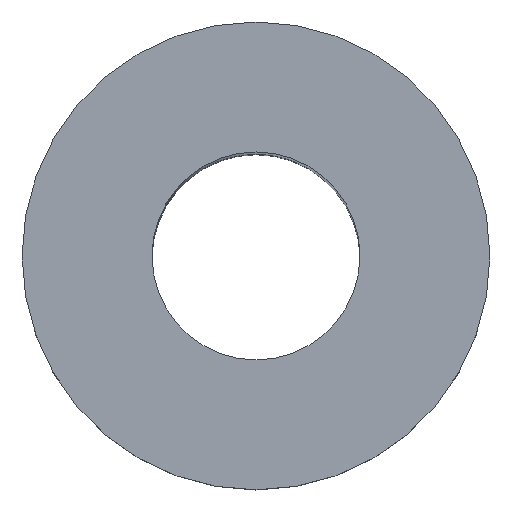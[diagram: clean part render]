
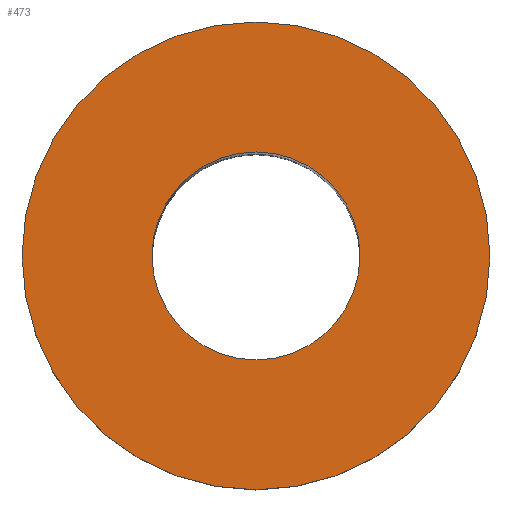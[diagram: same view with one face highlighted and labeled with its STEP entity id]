
A CAD part, top view. The second image highlights one B-rep face of the part: STEP entity #473.
In plain terms, the highlighted planar face has unit normal (0, 0, 1).
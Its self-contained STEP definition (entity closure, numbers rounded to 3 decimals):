
#13 = CIRCLE ( 'NONE', #268, 4. ) ;
#51 = CARTESIAN_POINT ( 'NONE',  ( -4., 0., 63. ) ) ;
#64 = CARTESIAN_POINT ( 'NONE',  ( 0., 0., 63. ) ) ;
#94 = DIRECTION ( 'NONE',  ( 0., 0., 1. ) ) ;
#96 = CARTESIAN_POINT ( 'NONE',  ( 0., 0., 63. ) ) ;
#123 = EDGE_CURVE ( 'NONE', #631, #412, #507, .T. ) ;
#147 = DIRECTION ( 'NONE',  ( 1., 0., 0. ) ) ;
#170 = ORIENTED_EDGE ( 'NONE', *, *, #229, .F. ) ;
#175 = AXIS2_PLACEMENT_3D ( 'NONE', #96, #360, #410 ) ;
#184 = EDGE_LOOP ( 'NONE', ( #609, #549 ) ) ;
#209 = FACE_OUTER_BOUND ( 'NONE', #184, .T. ) ;
#220 = DIRECTION ( 'NONE',  ( 1., 0., 0. ) ) ;
#223 = DIRECTION ( 'NONE',  ( 0., 0., 1. ) ) ;
#229 = EDGE_CURVE ( 'NONE', #478, #670, #13, .T. ) ;
#268 = AXIS2_PLACEMENT_3D ( 'NONE', #64, #223, #220 ) ;
#294 = AXIS2_PLACEMENT_3D ( 'NONE', #569, #673, #367 ) ;
#300 = AXIS2_PLACEMENT_3D ( 'NONE', #464, #94, #147 ) ;
#360 = DIRECTION ( 'NONE',  ( 0., 0., 1. ) ) ;
#367 = DIRECTION ( 'NONE',  ( 1., 0., 0. ) ) ;
#396 = AXIS2_PLACEMENT_3D ( 'NONE', #515, #517, #413 ) ;
#410 = DIRECTION ( 'NONE',  ( 1., 0., 0. ) ) ;
#412 = VERTEX_POINT ( 'NONE', #421 ) ;
#413 = DIRECTION ( 'NONE',  ( 1., 0., 0. ) ) ;
#421 = CARTESIAN_POINT ( 'NONE',  ( -9., 0., 63. ) ) ;
#425 = CIRCLE ( 'NONE', #300, 9. ) ;
#445 = ORIENTED_EDGE ( 'NONE', *, *, #481, .F. ) ;
#452 = EDGE_LOOP ( 'NONE', ( #445, #170 ) ) ;
#464 = CARTESIAN_POINT ( 'NONE',  ( 0., 0., 63. ) ) ;
#473 = ADVANCED_FACE ( 'NONE', ( #209, #678 ), #617, .T. ) ;
#478 = VERTEX_POINT ( 'NONE', #672 ) ;
#481 = EDGE_CURVE ( 'NONE', #670, #478, #530, .T. ) ;
#485 = EDGE_CURVE ( 'NONE', #412, #631, #425, .T. ) ;
#507 = CIRCLE ( 'NONE', #294, 9. ) ;
#515 = CARTESIAN_POINT ( 'NONE',  ( 0., 0., 63. ) ) ;
#517 = DIRECTION ( 'NONE',  ( 0., 0., 1. ) ) ;
#530 = CIRCLE ( 'NONE', #396, 4. ) ;
#549 = ORIENTED_EDGE ( 'NONE', *, *, #123, .T. ) ;
#569 = CARTESIAN_POINT ( 'NONE',  ( 0., 0., 63. ) ) ;
#609 = ORIENTED_EDGE ( 'NONE', *, *, #485, .T. ) ;
#617 = PLANE ( 'NONE',  #175 ) ;
#631 = VERTEX_POINT ( 'NONE', #666 ) ;
#666 = CARTESIAN_POINT ( 'NONE',  ( 9., 0., 63. ) ) ;
#670 = VERTEX_POINT ( 'NONE', #51 ) ;
#672 = CARTESIAN_POINT ( 'NONE',  ( 4., 0., 63. ) ) ;
#673 = DIRECTION ( 'NONE',  ( 0., 0., 1. ) ) ;
#678 = FACE_BOUND ( 'NONE', #452, .T. ) ;
